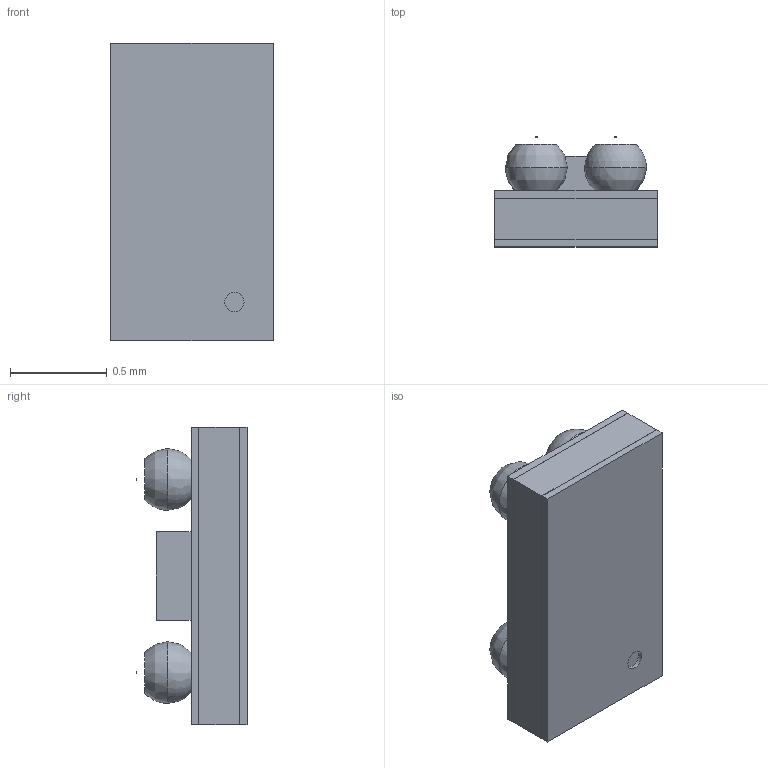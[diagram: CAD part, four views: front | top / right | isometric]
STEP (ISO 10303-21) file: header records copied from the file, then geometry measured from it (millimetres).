
FILE_DESCRIPTION(/* description */ (''),/* implementation_level */ '2;1');
FILE_NAME(/* name */ 'CSP_1508_4pins.stp',/* time_stamp */ '2019-03-15T16:07:42+02:00',/* author */ ('Oleh Se'),/* organization */ (''),/* preprocessor_version */ 'ST-DEVELOPER v15.6',/* originating_system */ 'Autodesk Inventor 2015',/* authorisation */ '');
FILE_SCHEMA (('AUTOMOTIVE_DESIGN { 1 0 10303 214 3 1 1 }'));
Length unit declared in the file: millimetre
Products named in the file (1): CSP_1508_4pins
Bounding box: 0.84 x 0.57 x 1.54 mm (x, y, z)
Volume: 0.5 mm3; surface area: 5.3 mm2
Topology: 4 solids, 5 shells, 46 faces, 96 edges, 68 vertices
Faces by surface type: plane 33, bspline 10, sphere 2, cylinder 1
Full cylindrical faces by diameter (mm): 0.1 x1
Entity records: 1520 total; most frequent: CARTESIAN_POINT 487, DIRECTION 192, ORIENTED_EDGE 186, EDGE_CURVE 93, AXIS2_PLACEMENT_3D 72, VERTEX_POINT 67, EDGE_LOOP 56, LINE 48
